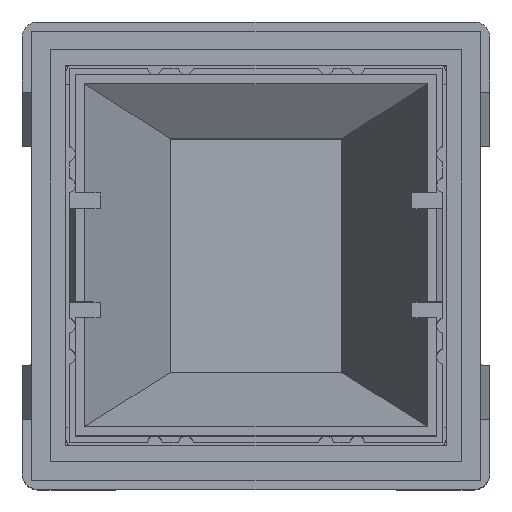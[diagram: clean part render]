
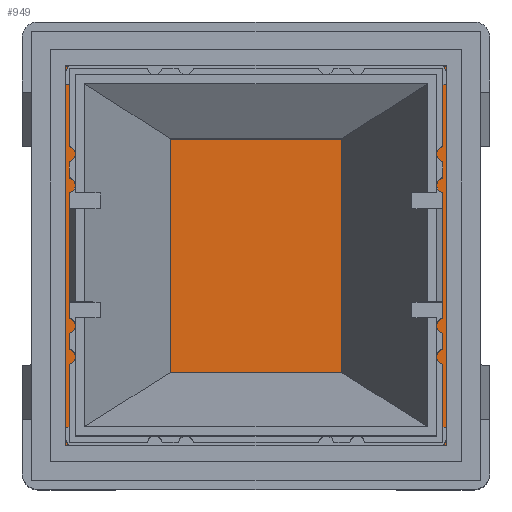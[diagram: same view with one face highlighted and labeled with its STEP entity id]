
A CAD part, top view. The second image highlights one B-rep face of the part: STEP entity #949.
In plain terms, the highlighted planar face has unit normal (0, 0, 1).
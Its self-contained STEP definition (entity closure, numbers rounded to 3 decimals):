
#949 = ADVANCED_FACE( '', ( #1944 ), #1945, .F. );
#1944 = FACE_OUTER_BOUND( '', #3010, .T. );
#1945 = PLANE( '', #3011 );
#3010 = EDGE_LOOP( '', ( #5876, #5877, #5878, #5879 ) );
#3011 = AXIS2_PLACEMENT_3D( '', #5880, #5881, #5882 );
#5876 = ORIENTED_EDGE( '', *, *, #7220, .F. );
#5877 = ORIENTED_EDGE( '', *, *, #6399, .F. );
#5878 = ORIENTED_EDGE( '', *, *, #6199, .F. );
#5879 = ORIENTED_EDGE( '', *, *, #6713, .F. );
#5880 = CARTESIAN_POINT( '', ( 0., 0., 0.6 ) );
#5881 = DIRECTION( '', ( 0., 0., -1. ) );
#5882 = DIRECTION( '', ( -1., 0., 0. ) );
#6199 = EDGE_CURVE( '', #7414, #7416, #7417, .T. );
#6399 = EDGE_CURVE( '', #7416, #7768, #7769, .T. );
#6713 = EDGE_CURVE( '', #8289, #7414, #8291, .T. );
#7220 = EDGE_CURVE( '', #7768, #8289, #8986, .T. );
#7414 = VERTEX_POINT( '', #9202 );
#7416 = VERTEX_POINT( '', #9205 );
#7417 = LINE( '', #9206, #9207 );
#7768 = VERTEX_POINT( '', #9710 );
#7769 = LINE( '', #9711, #9712 );
#8289 = VERTEX_POINT( '', #10449 );
#8291 = LINE( '', #10452, #10453 );
#8986 = LINE( '', #11488, #11489 );
#9202 = CARTESIAN_POINT( '', ( 6.35, -6.525, 0.6 ) );
#9205 = CARTESIAN_POINT( '', ( -6.35, -6.525, 0.6 ) );
#9206 = CARTESIAN_POINT( '', ( 6.35, -6.525, 0.6 ) );
#9207 = VECTOR( '', #11741, 1000. );
#9710 = CARTESIAN_POINT( '', ( -6.35, 6.525, 0.6 ) );
#9711 = CARTESIAN_POINT( '', ( -6.35, -6.525, 0.6 ) );
#9712 = VECTOR( '', #11939, 1000. );
#10449 = CARTESIAN_POINT( '', ( 6.35, 6.525, 0.6 ) );
#10452 = CARTESIAN_POINT( '', ( 6.35, 6.525, 0.6 ) );
#10453 = VECTOR( '', #12269, 1000. );
#11488 = CARTESIAN_POINT( '', ( -6.35, 6.525, 0.6 ) );
#11489 = VECTOR( '', #12724, 1000. );
#11741 = DIRECTION( '', ( -1., 0., 0. ) );
#11939 = DIRECTION( '', ( 0., 1., 0. ) );
#12269 = DIRECTION( '', ( 0., -1., 0. ) );
#12724 = DIRECTION( '', ( 1., 0., 0. ) );
